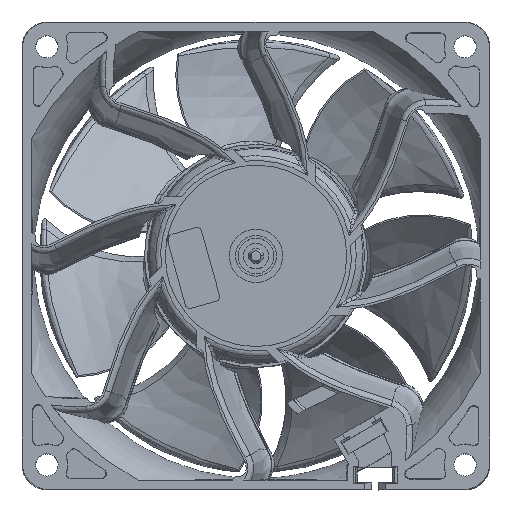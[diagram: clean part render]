
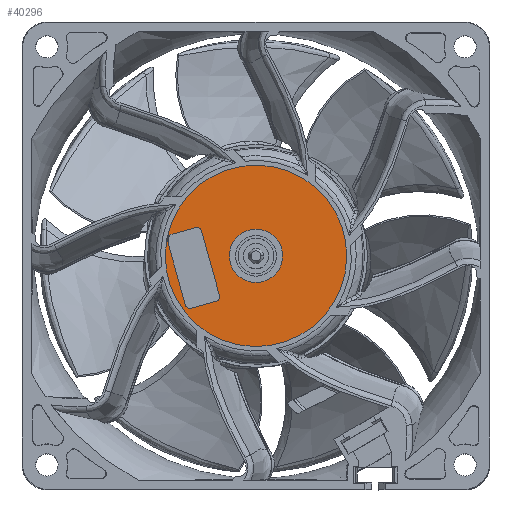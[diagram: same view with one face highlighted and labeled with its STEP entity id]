
A CAD part, top view. The second image highlights one B-rep face of the part: STEP entity #40296.
In plain terms, the highlighted planar face has unit normal (0, 0, 1).
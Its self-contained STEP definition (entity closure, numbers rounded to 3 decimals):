
#12959=CARTESIAN_POINT('',(0.,0.,-0.25));
#12960=DIRECTION('',(0.,0.,-1.));
#12961=DIRECTION('',(0.156,-0.988,0.));
#12962=AXIS2_PLACEMENT_3D('',#12959,#12960,#12961);
#12964=CARTESIAN_POINT('',(0.,0.,-0.25));
#12965=DIRECTION('',(0.,0.,-1.));
#12966=DIRECTION('',(0.988,0.156,0.));
#12967=AXIS2_PLACEMENT_3D('',#12964,#12965,#12966);
#12969=CARTESIAN_POINT('',(0.,0.,-0.25));
#12970=DIRECTION('',(0.,0.,-1.));
#12971=DIRECTION('',(0.,-1.,0.));
#12972=AXIS2_PLACEMENT_3D('',#12969,#12970,#12971);
#12974=CARTESIAN_POINT('',(0.,0.,-0.25));
#12975=DIRECTION('',(0.,0.,-1.));
#12976=DIRECTION('',(0.,1.,0.));
#12977=AXIS2_PLACEMENT_3D('',#12974,#12975,#12976);
#12979=CARTESIAN_POINT('',(-11.689,4.6,-0.25));
#12980=DIRECTION('',(0.,0.,-1.));
#12981=DIRECTION('',(-0.267,0.964,0.));
#12982=AXIS2_PLACEMENT_3D('',#12979,#12980,#12981);
#12984=DIRECTION('',(0.964,0.267,0.));
#12985=VECTOR('',#12984,5.);
#12986=CARTESIAN_POINT('',(-16.775,4.227,-0.25));
#12987=LINE('',#12986,#12985);
#12988=CARTESIAN_POINT('',(-16.507,3.264,-0.25));
#12989=DIRECTION('',(0.,0.,-1.));
#12990=DIRECTION('',(-0.964,-0.267,0.));
#12991=AXIS2_PLACEMENT_3D('',#12988,#12989,#12990);
#12993=DIRECTION('',(-0.267,0.964,0.));
#12994=VECTOR('',#12993,13.1);
#12995=CARTESIAN_POINT('',(-13.97,-9.627,-0.25));
#12996=LINE('',#12995,#12994);
#12997=CARTESIAN_POINT('',(-13.007,-9.36,-0.25));
#12998=DIRECTION('',(0.,0.,-1.));
#12999=DIRECTION('',(0.267,-0.964,0.));
#13000=AXIS2_PLACEMENT_3D('',#12997,#12998,#12999);
#13002=DIRECTION('',(-0.964,-0.267,0.));
#13003=VECTOR('',#13002,5.);
#13004=CARTESIAN_POINT('',(-7.921,-8.987,-0.25));
#13005=LINE('',#13004,#13003);
#13006=CARTESIAN_POINT('',(-8.188,-8.024,-0.25));
#13007=DIRECTION('',(0.,0.,-1.));
#13008=DIRECTION('',(0.964,0.267,0.));
#13009=AXIS2_PLACEMENT_3D('',#13006,#13007,#13008);
#13011=DIRECTION('',(0.267,-0.964,0.));
#13012=VECTOR('',#13011,13.1);
#13013=CARTESIAN_POINT('',(-10.726,4.867,-0.25));
#13014=LINE('',#13013,#13012);
#14511=CARTESIAN_POINT('',(2.8,-17.68,-0.25));
#14513=VERTEX_POINT('',#14511);
#14515=CARTESIAN_POINT('',(17.68,2.8,-0.25));
#14517=VERTEX_POINT('',#14515);
#15920=CARTESIAN_POINT('',(0.,-5.25,-0.25));
#15921=CARTESIAN_POINT('',(0.,5.25,-0.25));
#15922=VERTEX_POINT('',#15920);
#15923=VERTEX_POINT('',#15921);
#15990=CARTESIAN_POINT('',(-11.956,5.564,-0.25));
#15991=CARTESIAN_POINT('',(-10.726,4.867,-0.25));
#15992=VERTEX_POINT('',#15990);
#15993=VERTEX_POINT('',#15991);
#15994=CARTESIAN_POINT('',(-7.225,-7.756,-0.25));
#15995=VERTEX_POINT('',#15994);
#15996=CARTESIAN_POINT('',(-7.921,-8.987,-0.25));
#15997=VERTEX_POINT('',#15996);
#15998=CARTESIAN_POINT('',(-12.739,-10.323,-0.25));
#15999=VERTEX_POINT('',#15998);
#16000=CARTESIAN_POINT('',(-13.97,-9.627,-0.25));
#16001=VERTEX_POINT('',#16000);
#16002=CARTESIAN_POINT('',(-17.471,2.997,-0.25));
#16003=VERTEX_POINT('',#16002);
#16004=CARTESIAN_POINT('',(-16.775,4.227,-0.25));
#16005=VERTEX_POINT('',#16004);
#40263=CARTESIAN_POINT('',(0.,0.,-0.25));
#40264=DIRECTION('',(0.,0.,-1.));
#40265=DIRECTION('',(-0.539,-0.842,0.));
#40266=AXIS2_PLACEMENT_3D('',#40263,#40264,#40265);
#40267=PLANE('',#40266);
#40268=ORIENTED_EDGE('',*,*,#40245,.T.);
#40269=ORIENTED_EDGE('',*,*,#40256,.T.);
#40270=EDGE_LOOP('',(#40268,#40269));
#40271=FACE_OUTER_BOUND('',#40270,.F.);
#40273=ORIENTED_EDGE('',*,*,#40272,.F.);
#40275=ORIENTED_EDGE('',*,*,#40274,.F.);
#40276=EDGE_LOOP('',(#40273,#40275));
#40277=FACE_BOUND('',#40276,.F.);
#40279=ORIENTED_EDGE('',*,*,#40278,.F.);
#40281=ORIENTED_EDGE('',*,*,#40280,.F.);
#40283=ORIENTED_EDGE('',*,*,#40282,.F.);
#40285=ORIENTED_EDGE('',*,*,#40284,.F.);
#40287=ORIENTED_EDGE('',*,*,#40286,.F.);
#40289=ORIENTED_EDGE('',*,*,#40288,.F.);
#40291=ORIENTED_EDGE('',*,*,#40290,.F.);
#40293=ORIENTED_EDGE('',*,*,#40292,.F.);
#40294=EDGE_LOOP('',(#40279,#40281,#40283,#40285,#40287,#40289,#40291,#40293));
#40295=FACE_BOUND('',#40294,.F.);
#12963=CIRCLE('',#12962,17.9);
#12968=CIRCLE('',#12967,17.9);
#12973=CIRCLE('',#12972,5.25);
#12978=CIRCLE('',#12977,5.25);
#12983=CIRCLE('',#12982,1.);
#12992=CIRCLE('',#12991,1.);
#13001=CIRCLE('',#13000,1.);
#13010=CIRCLE('',#13009,1.);
#40245=EDGE_CURVE('',#14513,#14517,#12963,.T.);
#40256=EDGE_CURVE('',#14517,#14513,#12968,.T.);
#40272=EDGE_CURVE('',#15922,#15923,#12973,.T.);
#40274=EDGE_CURVE('',#15923,#15922,#12978,.T.);
#40278=EDGE_CURVE('',#15992,#15993,#12983,.T.);
#40280=EDGE_CURVE('',#16005,#15992,#12987,.T.);
#40282=EDGE_CURVE('',#16003,#16005,#12992,.T.);
#40284=EDGE_CURVE('',#16001,#16003,#12996,.T.);
#40286=EDGE_CURVE('',#15999,#16001,#13001,.T.);
#40288=EDGE_CURVE('',#15997,#15999,#13005,.T.);
#40290=EDGE_CURVE('',#15995,#15997,#13010,.T.);
#40292=EDGE_CURVE('',#15993,#15995,#13014,.T.);
#40296=ADVANCED_FACE('',(#40271,#40277,#40295),#40267,.F.);
